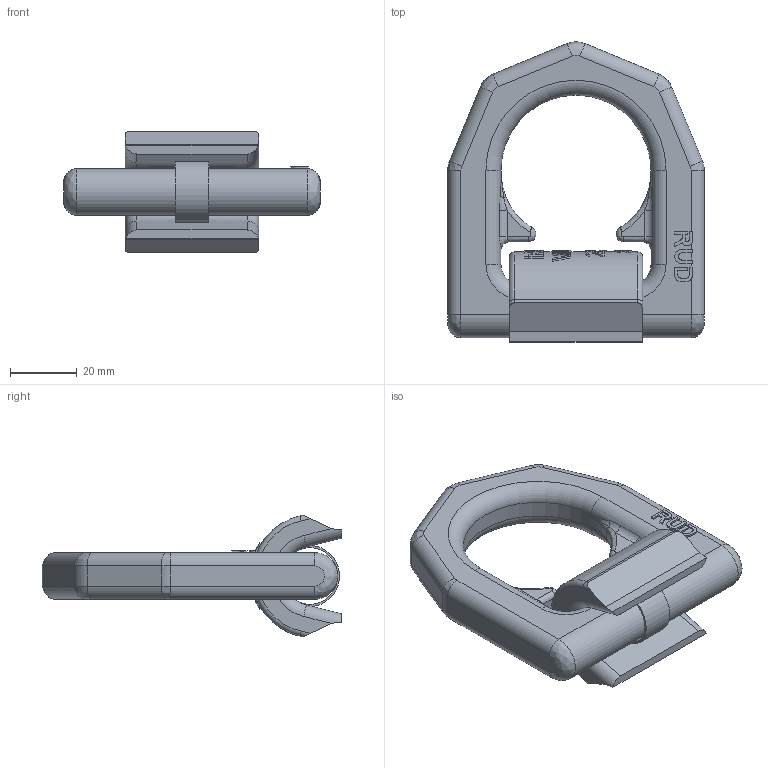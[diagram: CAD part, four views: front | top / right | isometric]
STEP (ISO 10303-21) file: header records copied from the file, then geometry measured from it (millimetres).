
FILE_DESCRIPTION((''),'2;1');
FILE_NAME('001-M32632-P1_ASM','2018-11-26T',('anja.joas'),(''),'PRO/ENGINEER BY PARAMETRIC TECHNOLOGY CORPORATION, 2011490','PRO/ENGINEER BY PARAMETRIC TECHNOLOGY CORPORATION, 2011490','');
FILE_SCHEMA(('CONFIG_CONTROL_DESIGN'));
Length unit declared in the file: millimetre
Products named in the file (4): 001-M34884-P-30_AF0; 001-M32632-P2_ASM; 001-M34884-P1; 001-M32632-P1_ASM
Assembly tree (3 placements, depth 3):
  001-M32632-P1_ASM
    001-M32632-P2_ASM
      001-M34884-P-30_AF0
    001-M34884-P1
Bounding box: 77 x 89.98 x 36.5 mm (x, y, z)
Volume: 67417 mm3; surface area: 19125.1 mm2
Topology: 2 solids, 2 shells, 515 faces, 1397 edges, 904 vertices
Faces by surface type: plane 370, cylinder 90, bspline 32, torus 22, extrusion 1
Entity records: 17852 total; most frequent: CARTESIAN_POINT 5347, ORIENTED_EDGE 2794, DIRECTION 2324, EDGE_CURVE 1397, VERTEX_POINT 904, AXIS2_PLACEMENT_3D 802, VECTOR 720, LINE 719
